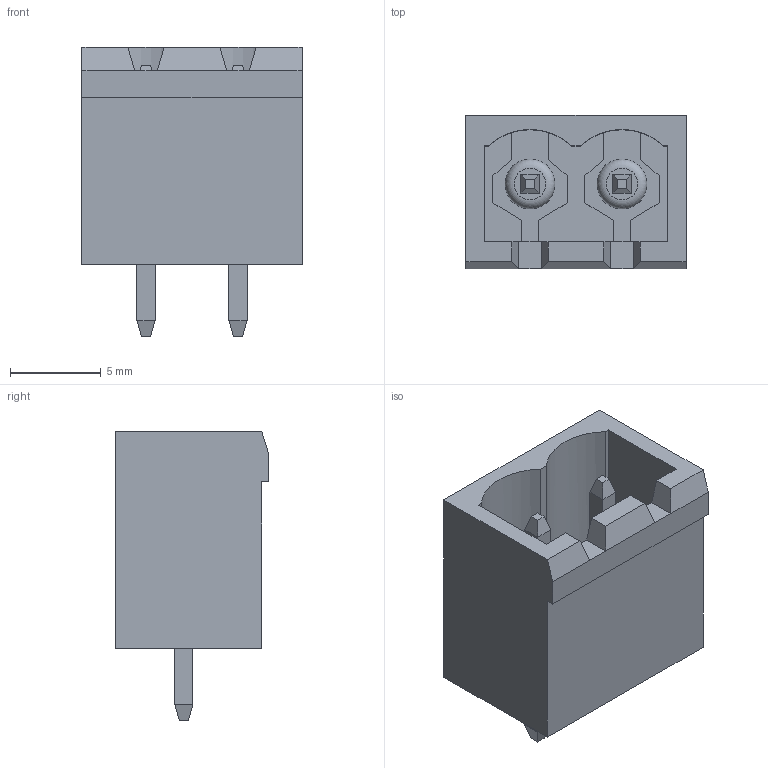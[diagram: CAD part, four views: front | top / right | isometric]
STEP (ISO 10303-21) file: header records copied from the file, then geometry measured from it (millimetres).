
FILE_DESCRIPTION( ( 'Unknown' ), '1' );
FILE_NAME( '691311500102.stp', 'Unknown', ( 'Unknown' ), ( 'Unknown' ), 'PSStep 15.0.49', 'Unknown', ' ' );
FILE_SCHEMA( ( 'AUTOMOTIVE_DESIGN { 1 0 10303 214 1 1 1 1 }' ) );
Length unit declared in the file: millimetre
Products named in the file (3): Assem1; 691311500102; 6913115001xx_PIN
Assembly tree (3 placements, depth 2):
  Assem1
    691311500102
    6913115001xx_PIN  x2
Bounding box: 12.16 x 8.5 x 16 mm (x, y, z)
Volume: 601 mm3; surface area: 1299 mm2
Topology: 3 solids, 3 shells, 109 faces, 289 edges, 186 vertices
Faces by surface type: plane 103, cylinder 4, torus 2
Full cylindrical faces by diameter (mm): 2.75 x2
Entity records: 3745 total; most frequent: CARTESIAN_POINT 522, ORIENTED_EDGE 510, DIRECTION 467, EDGE_CURVE 255, LINE 241, VECTOR 241, VERTEX_POINT 168, AXIS2_PLACEMENT_3D 113
